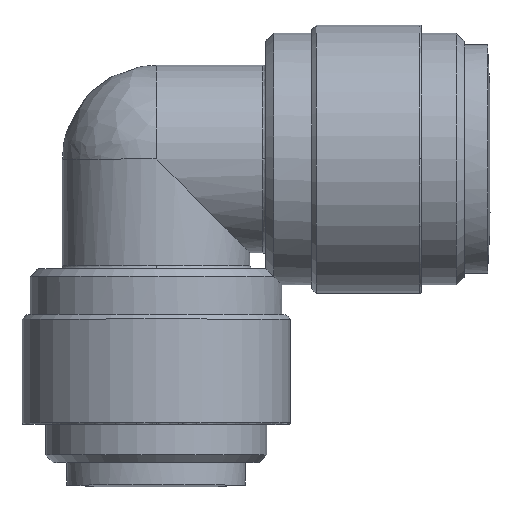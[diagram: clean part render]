
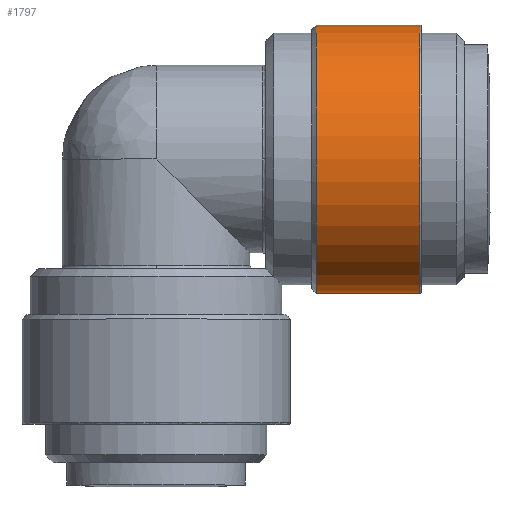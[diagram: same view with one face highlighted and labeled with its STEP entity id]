
A CAD part, top view. The second image highlights one B-rep face of the part: STEP entity #1797.
In plain terms, the highlighted cylindrical face has radius 8.8 mm (diameter 17.6 mm), a partial arc.
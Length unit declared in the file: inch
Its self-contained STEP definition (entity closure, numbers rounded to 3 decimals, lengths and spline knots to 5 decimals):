
#211 = DIRECTION ( 'NONE',  ( 1., 0., 0. ) ) ;
#279 = DIRECTION ( 'NONE',  ( 1., 0., 0. ) ) ;
#378 = CIRCLE ( 'NONE', #2401, 0.34646 ) ;
#396 = VERTEX_POINT ( 'NONE', #2766 ) ;
#582 = DIRECTION ( 'NONE',  ( 0., 1., 0. ) ) ;
#790 = CARTESIAN_POINT ( 'NONE',  ( 0.41339, 1.19291, 0. ) ) ;
#827 = EDGE_CURVE ( 'NONE', #396, #2235, #3622, .T. ) ;
#896 = EDGE_CURVE ( 'NONE', #2267, #1943, #1033, .T. ) ;
#1033 = CIRCLE ( 'NONE', #3456, 0.34646 ) ;
#1083 = FACE_OUTER_BOUND ( 'NONE', #3172, .T. ) ;
#1118 = CARTESIAN_POINT ( 'NONE',  ( 0.41339, 0.84646, 0. ) ) ;
#1165 = VECTOR ( 'NONE', #2481, 39.37008 ) ;
#1421 = ORIENTED_EDGE ( 'NONE', *, *, #2724, .T. ) ;
#1427 = DIRECTION ( 'NONE',  ( 0., 1., 0. ) ) ;
#1594 = DIRECTION ( 'NONE',  ( 1., 0., 0. ) ) ;
#1797 = ADVANCED_FACE ( 'NONE', ( #1083 ), #2602, .T. ) ;
#1844 = CARTESIAN_POINT ( 'NONE',  ( 0.6811, 0.5, 0. ) ) ;
#1943 = VERTEX_POINT ( 'NONE', #2399 ) ;
#2009 = CARTESIAN_POINT ( 'NONE',  ( 0.6811, 0.84646, 0. ) ) ;
#2069 = LINE ( 'NONE', #2787, #1165 ) ;
#2235 = VERTEX_POINT ( 'NONE', #2692 ) ;
#2267 = VERTEX_POINT ( 'NONE', #790 ) ;
#2283 = ORIENTED_EDGE ( 'NONE', *, *, #896, .T. ) ;
#2313 = DIRECTION ( 'NONE',  ( 0., 0., -1. ) ) ;
#2399 = CARTESIAN_POINT ( 'NONE',  ( 0.41339, 0.5, 0. ) ) ;
#2401 = AXIS2_PLACEMENT_3D ( 'NONE', #3397, #1594, #3700 ) ;
#2464 = DIRECTION ( 'NONE',  ( 1., 0., 0. ) ) ;
#2481 = DIRECTION ( 'NONE',  ( 1., 0., 0. ) ) ;
#2489 = ORIENTED_EDGE ( 'NONE', *, *, #2754, .F. ) ;
#2592 = VERTEX_POINT ( 'NONE', #1844 ) ;
#2602 = CYLINDRICAL_SURFACE ( 'NONE', #3030, 0.34646 ) ;
#2656 = EDGE_CURVE ( 'NONE', #2267, #396, #3672, .T. ) ;
#2692 = CARTESIAN_POINT ( 'NONE',  ( 0.6811, 0.84646, 0.34646 ) ) ;
#2724 = EDGE_CURVE ( 'NONE', #1943, #2592, #2069, .T. ) ;
#2754 = EDGE_CURVE ( 'NONE', #2235, #2592, #378, .T. ) ;
#2760 = CARTESIAN_POINT ( 'NONE',  ( 0.54724, 1.19291, 0. ) ) ;
#2766 = CARTESIAN_POINT ( 'NONE',  ( 0.6811, 1.19291, 0. ) ) ;
#2787 = CARTESIAN_POINT ( 'NONE',  ( 0.54724, 0.5, 0. ) ) ;
#2863 = AXIS2_PLACEMENT_3D ( 'NONE', #2009, #211, #2313 ) ;
#2879 = VECTOR ( 'NONE', #2464, 39.37008 ) ;
#3030 = AXIS2_PLACEMENT_3D ( 'NONE', #3262, #279, #582 ) ;
#3037 = ORIENTED_EDGE ( 'NONE', *, *, #827, .F. ) ;
#3172 = EDGE_LOOP ( 'NONE', ( #2283, #1421, #2489, #3037, #3227 ) ) ;
#3227 = ORIENTED_EDGE ( 'NONE', *, *, #2656, .F. ) ;
#3232 = DIRECTION ( 'NONE',  ( 1., 0., 0. ) ) ;
#3262 = CARTESIAN_POINT ( 'NONE',  ( 0.54724, 0.84646, 0. ) ) ;
#3397 = CARTESIAN_POINT ( 'NONE',  ( 0.6811, 0.84646, 0. ) ) ;
#3456 = AXIS2_PLACEMENT_3D ( 'NONE', #1118, #3232, #1427 ) ;
#3622 = CIRCLE ( 'NONE', #2863, 0.34646 ) ;
#3672 = LINE ( 'NONE', #2760, #2879 ) ;
#3700 = DIRECTION ( 'NONE',  ( 0., 0., -1. ) ) ;
